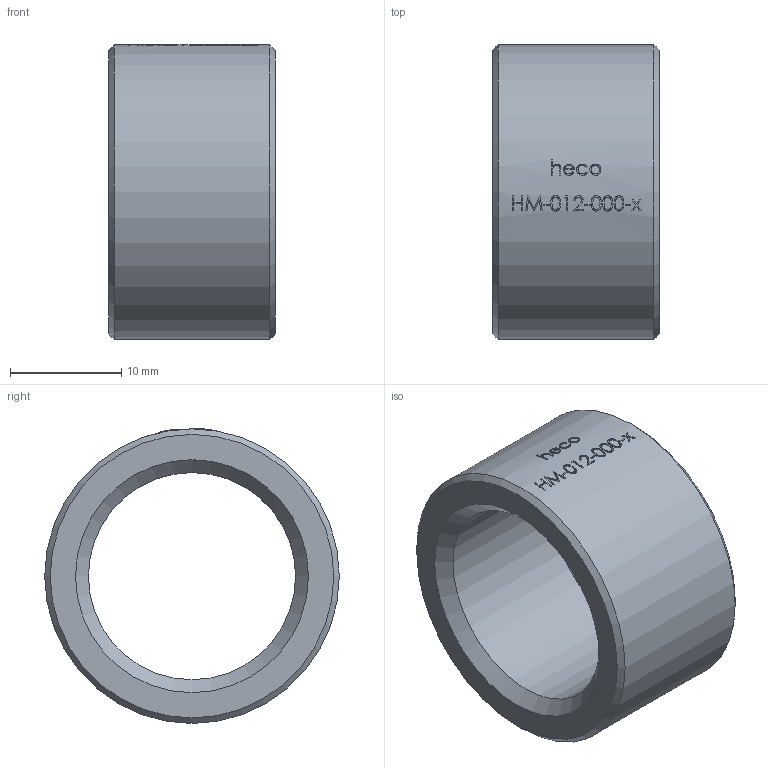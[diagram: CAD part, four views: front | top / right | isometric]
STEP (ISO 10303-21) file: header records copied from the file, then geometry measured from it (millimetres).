
FILE_DESCRIPTION (( 'STEP AP214' ), '1' );
FILE_NAME ('HM-012-000-x halbe Muffe 2305.STEP', '2023-05-05T08:56:02', ( '' ), ( '' ), 'SwSTEP 2.0', 'SolidWorks 2019', '' );
FILE_SCHEMA (( 'AUTOMOTIVE_DESIGN' ));
Length unit declared in the file: millimetre
Products named in the file (1): HM-012-000-x halbe Muffe 2305
Bounding box: 15 x 26.5 x 26.53 mm (x, y, z)
Volume: 4081.9 mm3; surface area: 2562.2 mm2
Topology: 1 solids, 1 shells, 181 faces, 467 edges, 310 vertices
Faces by surface type: bspline 77, plane 76, cylinder 24, cone 4
Full cylindrical faces by diameter (mm): 18.63 x1, 26.5 x1
Entity records: 10402 total; most frequent: CARTESIAN_POINT 4700, ORIENTED_EDGE 922, DIRECTION 521, EDGE_CURVE 461, VERTEX_POINT 310, VECTOR 215, LINE 215, EDGE_LOOP 211
